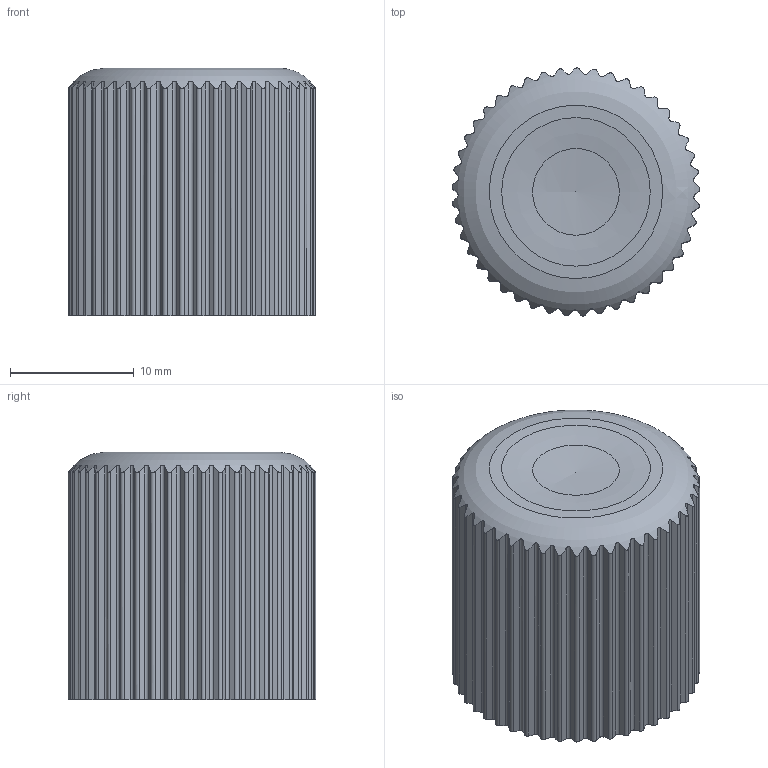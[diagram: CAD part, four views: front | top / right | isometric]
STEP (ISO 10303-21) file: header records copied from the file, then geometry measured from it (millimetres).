
FILE_DESCRIPTION(/* description */ ('','CAx-IF Rec.Pracs.---Representation and Presentation of Product Manufacturing Information (PMI)---4.0---2014-10-13'),/* implementation_level */ '2;1');
FILE_NAME(/* name */ 'EC11 EncoderKnob.step',/* time_stamp */ '2024-11-29T14:53:34+11:00',/* author */ (''),/* organization */ (''),/* preprocessor_version */ 'ST-DEVELOPER v20',/* originating_system */ 'Autodesk Translation Framework v13.20.0.188',/* authorisation */ '');
FILE_SCHEMA (('AP242_MANAGED_MODEL_BASED_3D_ENGINEERING_MIM_LF { 1 0 10303 442 1 1 4 }'));
Length unit declared in the file: millimetre
Products named in the file (1): EncoderKnob
Bounding box: 20.02 x 20.01 x 20 mm (x, y, z)
Volume: 5310.7 mm3; surface area: 2564.6 mm2
Topology: 1 solids, 1 shells, 194 faces, 568 edges, 377 vertices
Faces by surface type: plane 97, cylinder 93, cone 1, torus 1, bspline 1, sphere 1
Full cylindrical faces by diameter (mm): 7.75 x1
Entity records: 7675 total; most frequent: CARTESIAN_POINT 2754, ORIENTED_EDGE 1134, DIRECTION 880, EDGE_CURVE 567, VERTEX_POINT 377, AXIS2_PLACEMENT_3D 300, LINE 280, VECTOR 280
